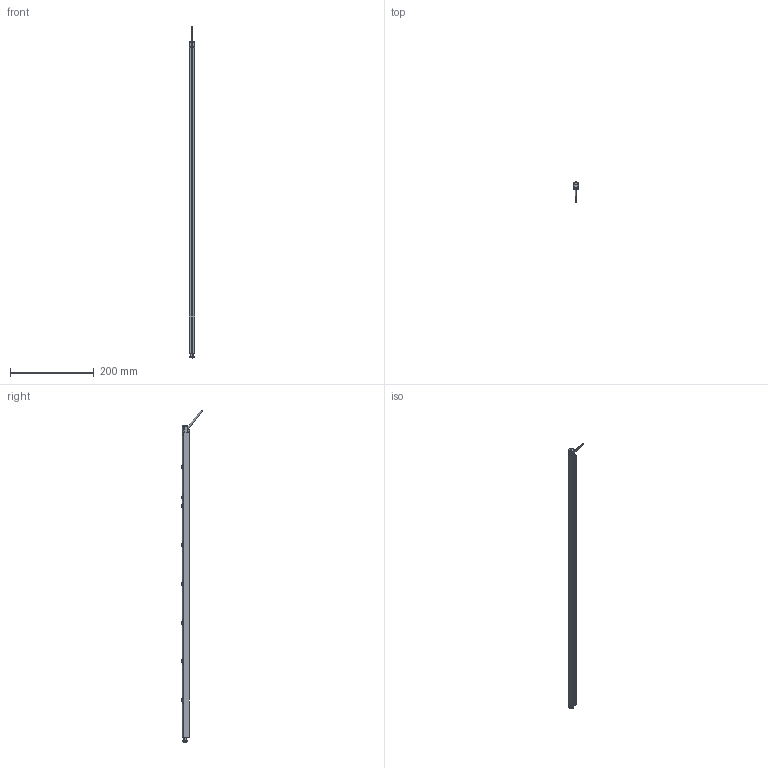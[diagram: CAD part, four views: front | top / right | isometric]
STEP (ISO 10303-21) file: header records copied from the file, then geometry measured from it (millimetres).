
FILE_DESCRIPTION((''),'2;1');
FILE_NAME('218079_ASM','2020-06-08T14:20:55',('PDMAdmin'),('BANNER ENGINEERING'),'CREO PARAMETRIC BY PTC INC, 2019292','CREO PARAMETRIC BY PTC INC, 2019292','');
FILE_SCHEMA(('CONFIG_CONTROL_DESIGN'));
Length unit declared in the file: millimetre
Products named in the file (32): 218094_AF0; 212546_AF1; TTR_WEB_CAD_CABLE_AF1; 213113_AF0; 213732_AF0; 213113_AF1_ASM; 213799_AF0; 213800_AF0; 213800_AF1_ASM; 213799_AF1; 213800_AF2; 213800_AF3_ASM; 213799_AF2; 213800_AF4; 213800_AF5_ASM; 213799_AF3; 213800_AF6; 213800_AF7_ASM; 213799_AF4; 213800_AF8; 213800_AF9_ASM; 213799_AF5; 213800_AF10; 213800_AF11_ASM; 213799_AF6; 213800_AF12; 213800_AF13_ASM; 212837_AF1; 212547_AF1; 212548_AF1; 810177_AF0_ASM; 218079_ASM
Assembly tree (31 placements, depth 4):
  218079_ASM
    810177_AF0_ASM
      218094_AF0
      212546_AF1
      TTR_WEB_CAD_CABLE_AF1
      213113_AF1_ASM
        213113_AF0
        213732_AF0
      213800_AF1_ASM
        213799_AF0
        213800_AF0
      213800_AF3_ASM
        213799_AF1
        213800_AF2
      213800_AF5_ASM
        213799_AF2
        213800_AF4
      213800_AF7_ASM
        213799_AF3
        213800_AF6
      213800_AF9_ASM
        213799_AF4
        213800_AF8
      213800_AF11_ASM
        213799_AF5
        213800_AF10
      213800_AF13_ASM
        213799_AF6
        213800_AF12
      212837_AF1
      212547_AF1
      212548_AF1
Bounding box: 12 x 49.78 x 795.21 mm (x, y, z)
Volume: 60847.9 mm3; surface area: 82839.5 mm2
Topology: 23 solids, 25 shells, 1599 faces, 4144 edges, 2566 vertices
Faces by surface type: bspline 554, plane 509, cylinder 337, cone 101, sphere 34, revolution 28, torus 20, extrusion 16
Entity records: 92839 total; most frequent: CARTESIAN_POINT 58799, ORIENTED_EDGE 8208, DIRECTION 5157, EDGE_CURVE 4114, VERTEX_POINT 2566, B_SPLINE_CURVE_WITH_KNOTS 1983, AXIS2_PLACEMENT_3D 1840, EDGE_LOOP 1644
